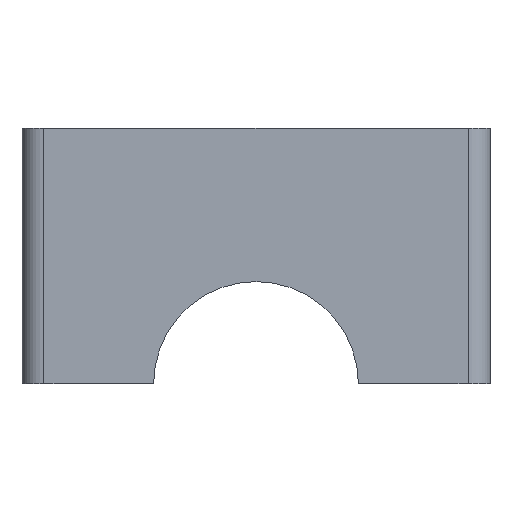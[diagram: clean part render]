
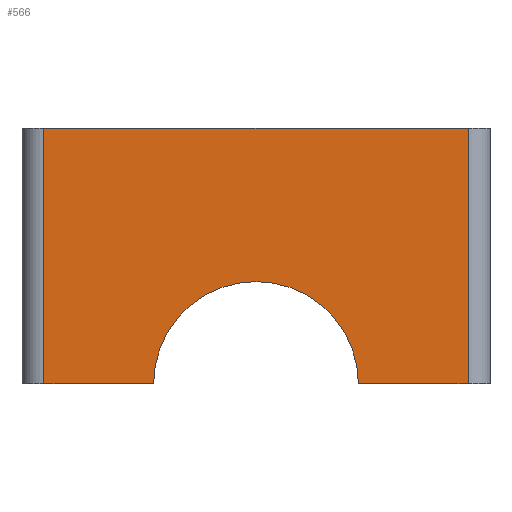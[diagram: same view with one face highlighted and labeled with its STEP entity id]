
A CAD part, front view. The second image highlights one B-rep face of the part: STEP entity #566.
In plain terms, the highlighted planar face has unit normal (0, -1, 0).
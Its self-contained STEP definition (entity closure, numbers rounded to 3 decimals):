
#36=LINE('',#874,#67);
#46=LINE('',#1134,#77);
#58=LINE('',#1211,#89);
#60=LINE('',#1214,#91);
#61=LINE('',#1216,#92);
#67=VECTOR('',#671,10.);
#77=VECTOR('',#725,10.);
#89=VECTOR('',#781,10.);
#91=VECTOR('',#785,10.);
#92=VECTOR('',#788,10.);
#103=PLANE('',#641);
#144=FACE_OUTER_BOUND('',#183,.T.);
#183=EDGE_LOOP('',(#514,#515,#516,#517,#518,#519));
#234=CIRCLE('',#636,7.);
#248=VERTEX_POINT('',#871);
#249=VERTEX_POINT('',#873);
#274=VERTEX_POINT('',#1131);
#275=VERTEX_POINT('',#1133);
#287=VERTEX_POINT('',#1201);
#290=VERTEX_POINT('',#1209);
#304=EDGE_CURVE('',#248,#249,#36,.T.);
#341=EDGE_CURVE('',#274,#275,#46,.T.);
#363=EDGE_CURVE('',#248,#287,#234,.T.);
#367=EDGE_CURVE('',#290,#287,#58,.T.);
#369=EDGE_CURVE('',#249,#274,#60,.T.);
#370=EDGE_CURVE('',#275,#290,#61,.T.);
#514=ORIENTED_EDGE('',*,*,#369,.F.);
#515=ORIENTED_EDGE('',*,*,#304,.F.);
#516=ORIENTED_EDGE('',*,*,#363,.T.);
#517=ORIENTED_EDGE('',*,*,#367,.F.);
#518=ORIENTED_EDGE('',*,*,#370,.F.);
#519=ORIENTED_EDGE('',*,*,#341,.F.);
#566=ADVANCED_FACE('',(#144),#103,.T.);
#636=AXIS2_PLACEMENT_3D('',#1203,#772,#773);
#641=AXIS2_PLACEMENT_3D('',#1215,#786,#787);
#671=DIRECTION('',(-1.,0.,0.));
#725=DIRECTION('',(1.,0.,0.));
#772=DIRECTION('center_axis',(0.,1.,0.));
#773=DIRECTION('ref_axis',(1.,0.,0.));
#781=DIRECTION('',(-1.,0.,0.));
#785=DIRECTION('',(0.,0.,1.));
#786=DIRECTION('center_axis',(0.,-1.,0.));
#787=DIRECTION('ref_axis',(1.,0.,0.));
#788=DIRECTION('',(0.,0.,-1.));
#871=CARTESIAN_POINT('',(-7.,0.,0.));
#873=CARTESIAN_POINT('',(-14.5,0.,0.));
#874=CARTESIAN_POINT('',(16.,0.,0.));
#1131=CARTESIAN_POINT('',(-14.5,0.,17.5));
#1133=CARTESIAN_POINT('',(14.5,0.,17.5));
#1134=CARTESIAN_POINT('',(16.,0.,17.5));
#1201=CARTESIAN_POINT('',(7.,0.,0.));
#1203=CARTESIAN_POINT('Origin',(0.,0.,0.));
#1209=CARTESIAN_POINT('',(14.5,0.,0.));
#1211=CARTESIAN_POINT('',(16.,0.,0.));
#1214=CARTESIAN_POINT('',(-14.5,0.,0.));
#1215=CARTESIAN_POINT('Origin',(-16.,0.,0.));
#1216=CARTESIAN_POINT('',(14.5,0.,0.));
